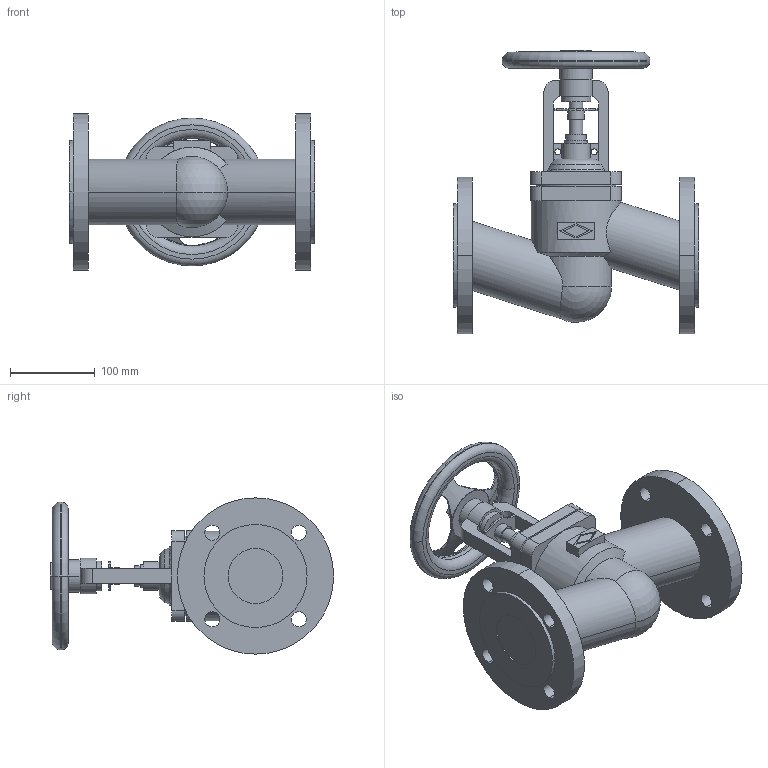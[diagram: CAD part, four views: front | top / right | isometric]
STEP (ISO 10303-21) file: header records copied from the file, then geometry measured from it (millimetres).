
FILE_DESCRIPTION(('OneSpaceDesigner STEP Export'),'2;1');
FILE_NAME('c000003690.stp','2009-06-16T11:29:55',(''),(''),'OneSpace Designer STEP processor for AP214 (Solid Model)','OneSpace Modeling 15.50B 03-Nov-2007 (C) CoCreate Software GmbH','');
FILE_SCHEMA(('AUTOMOTIVE_DESIGN { 1 0 10303 214 1 1 1 1 }'));
Length unit declared in the file: millimetre
Products named in the file (1): 1
Bounding box: 290 x 335.35 x 185 mm (x, y, z)
Volume: 3539990.4 mm3; surface area: 315695.7 mm2
Topology: 1 solids, 1 shells, 202 faces, 542 edges, 355 vertices
Faces by surface type: cylinder 93, plane 79, torus 18, cone 10, sphere 2
Entity records: 11526 total; most frequent: CARTESIAN_POINT 5193, ORIENTED_EDGE 1080, DIRECTION 863, EDGE_CURVE 540, VERTEX_POINT 355, AXIS2_PLACEMENT_3D 312, EDGE_LOOP 247, VECTOR 239
